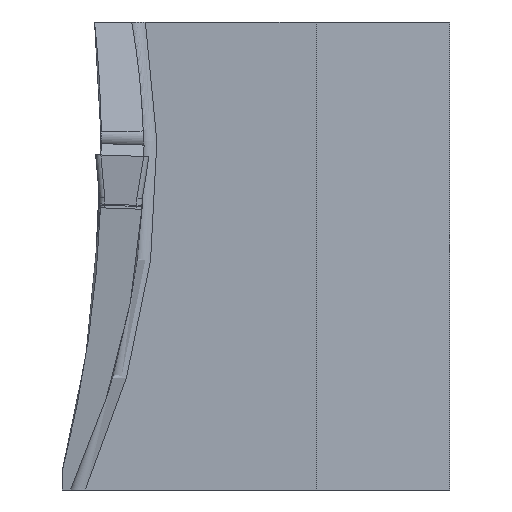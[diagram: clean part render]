
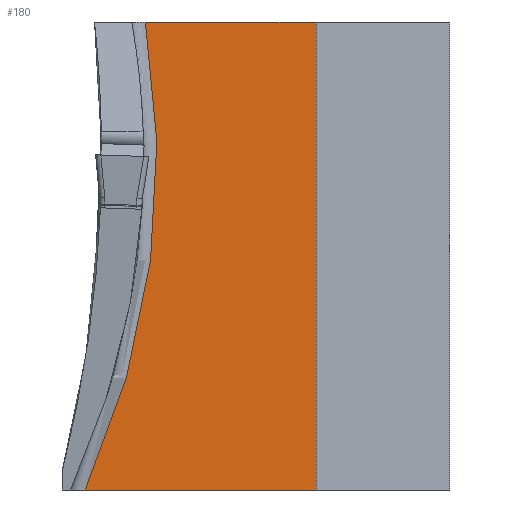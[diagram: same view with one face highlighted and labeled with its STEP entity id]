
A CAD part, left-side view. The second image highlights one B-rep face of the part: STEP entity #180.
In plain terms, the highlighted planar face has unit normal (-1, 0, 0).
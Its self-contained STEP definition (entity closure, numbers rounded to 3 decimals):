
#131=CIRCLE('',#1211,60.);
#180=ADVANCED_FACE('',(#276),#220,.F.);
#220=PLANE('',#1212);
#276=FACE_OUTER_BOUND('',#335,.T.);
#335=EDGE_LOOP('',(#610,#611,#612,#613));
#610=ORIENTED_EDGE('',*,*,#874,.F.);
#611=ORIENTED_EDGE('',*,*,#907,.T.);
#612=ORIENTED_EDGE('',*,*,#867,.F.);
#613=ORIENTED_EDGE('',*,*,#908,.T.);
#732=VERTEX_POINT('',#1777);
#733=VERTEX_POINT('',#1779);
#739=VERTEX_POINT('',#1822);
#740=VERTEX_POINT('',#1824);
#867=EDGE_CURVE('',#732,#733,#982,.T.);
#874=EDGE_CURVE('',#739,#740,#987,.T.);
#907=EDGE_CURVE('',#739,#733,#131,.T.);
#908=EDGE_CURVE('',#732,#740,#1007,.T.);
#982=LINE('',#1778,#1080);
#987=LINE('',#1823,#1085);
#1007=LINE('',#1928,#1105);
#1080=VECTOR('',#1447,1.);
#1085=VECTOR('',#1454,1.);
#1105=VECTOR('',#1518,1.);
#1211=AXIS2_PLACEMENT_3D('',#1927,#1516,#1517);
#1212=AXIS2_PLACEMENT_3D('',#1929,#1519,#1520);
#1447=DIRECTION('',(0.,1.,0.));
#1454=DIRECTION('',(0.,-1.,0.));
#1516=DIRECTION('',(1.,0.,0.));
#1517=DIRECTION('',(0.,0.,-1.));
#1518=DIRECTION('',(0.,0.,1.));
#1519=DIRECTION('',(1.,0.,0.));
#1520=DIRECTION('',(0.,0.,-1.));
#1777=CARTESIAN_POINT('',(23.,-15.,-25.));
#1778=CARTESIAN_POINT('',(23.,-25.,-25.));
#1779=CARTESIAN_POINT('',(23.,2.265,-25.));
#1822=CARTESIAN_POINT('',(23.,-2.227,10.));
#1823=CARTESIAN_POINT('',(23.,-25.,10.));
#1824=CARTESIAN_POINT('',(23.,-15.,10.));
#1927=CARTESIAN_POINT('',(23.,56.9,-0.2));
#1928=CARTESIAN_POINT('',(23.,-15.,10.));
#1929=CARTESIAN_POINT('',(23.,56.9,-0.2));
